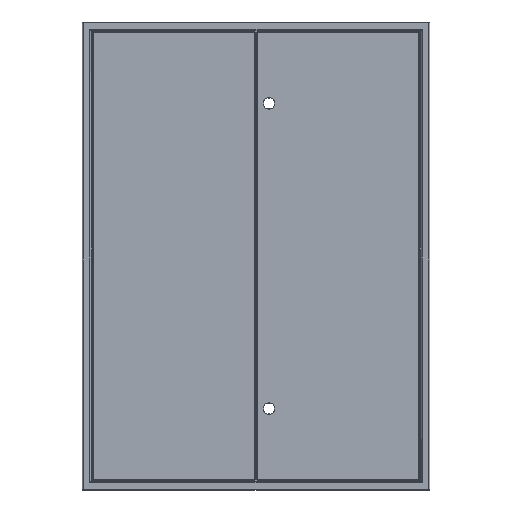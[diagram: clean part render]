
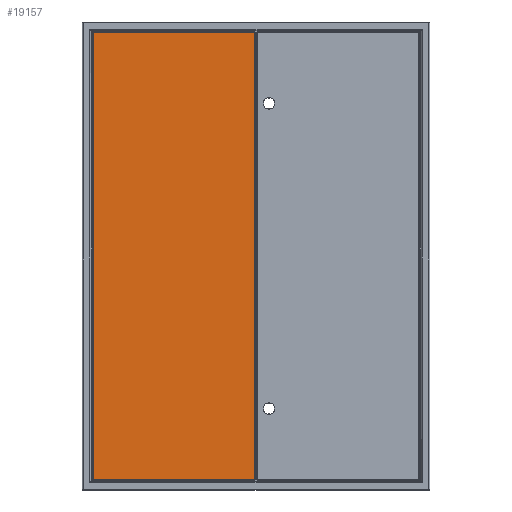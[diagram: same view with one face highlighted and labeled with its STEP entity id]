
A CAD part, top view. The second image highlights one B-rep face of the part: STEP entity #19157.
In plain terms, the highlighted planar face has unit normal (0, 0, 1).
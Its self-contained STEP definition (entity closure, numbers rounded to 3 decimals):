
#1889 = CARTESIAN_POINT ( 'NONE',  ( 2.207, -1321.5, 0. ) ) ;
#2872 = DIRECTION ( 'NONE',  ( 0., -1., 0. ) ) ;
#3152 = VERTEX_POINT ( 'NONE', #15486 ) ;
#3210 = FACE_OUTER_BOUND ( 'NONE', #26298, .T. ) ;
#5188 = CARTESIAN_POINT ( 'NONE',  ( 0., 0., 0. ) ) ;
#5201 = DIRECTION ( 'NONE',  ( -1., 0., 0. ) ) ;
#5296 = VECTOR ( 'NONE', #5201, 1000. ) ;
#7220 = LINE ( 'NONE', #13823, #25472 ) ;
#7333 = VERTEX_POINT ( 'NONE', #22731 ) ;
#7430 = DIRECTION ( 'NONE',  ( 0., 0., 1. ) ) ;
#7578 = CARTESIAN_POINT ( 'NONE',  ( 480., -2.5, 0. ) ) ;
#11689 = ORIENTED_EDGE ( 'NONE', *, *, #25153, .T. ) ;
#13752 = DIRECTION ( 'NONE',  ( 1., 0., 0. ) ) ;
#13823 = CARTESIAN_POINT ( 'NONE',  ( 2.5, -2.207, 0. ) ) ;
#15045 = LINE ( 'NONE', #17148, #19088 ) ;
#15345 = VECTOR ( 'NONE', #17204, 1000. ) ;
#15486 = CARTESIAN_POINT ( 'NONE',  ( 2.5, -2.5, 0. ) ) ;
#16273 = VERTEX_POINT ( 'NONE', #17106 ) ;
#17106 = CARTESIAN_POINT ( 'NONE',  ( 477.5, -2.5, 0. ) ) ;
#17148 = CARTESIAN_POINT ( 'NONE',  ( 477.5, -1321.5, 0. ) ) ;
#17204 = DIRECTION ( 'NONE',  ( 1., 0., 0. ) ) ;
#17860 = EDGE_CURVE ( 'NONE', #7333, #16273, #15045, .T. ) ;
#18773 = CARTESIAN_POINT ( 'NONE',  ( 2.5, -1321.5, 0. ) ) ;
#19088 = VECTOR ( 'NONE', #25711, 1000. ) ;
#19157 = ADVANCED_FACE ( 'NONE', ( #3210 ), #26934, .T. ) ;
#19815 = EDGE_CURVE ( 'NONE', #3152, #24671, #7220, .T. ) ;
#21019 = ORIENTED_EDGE ( 'NONE', *, *, #21775, .T. ) ;
#21775 = EDGE_CURVE ( 'NONE', #16273, #3152, #24434, .T. ) ;
#22731 = CARTESIAN_POINT ( 'NONE',  ( 477.5, -1321.5, 0. ) ) ;
#23207 = AXIS2_PLACEMENT_3D ( 'NONE', #5188, #7430, #13752 ) ;
#23524 = LINE ( 'NONE', #1889, #15345 ) ;
#24129 = ORIENTED_EDGE ( 'NONE', *, *, #17860, .T. ) ;
#24434 = LINE ( 'NONE', #7578, #5296 ) ;
#24671 = VERTEX_POINT ( 'NONE', #18773 ) ;
#25153 = EDGE_CURVE ( 'NONE', #24671, #7333, #23524, .T. ) ;
#25472 = VECTOR ( 'NONE', #2872, 1000. ) ;
#25711 = DIRECTION ( 'NONE',  ( 0., 1., 0. ) ) ;
#26298 = EDGE_LOOP ( 'NONE', ( #11689, #24129, #21019, #26564 ) ) ;
#26564 = ORIENTED_EDGE ( 'NONE', *, *, #19815, .T. ) ;
#26934 = PLANE ( 'NONE',  #23207 ) ;
